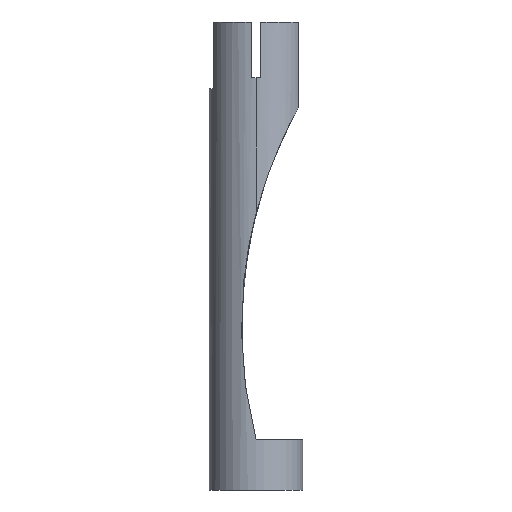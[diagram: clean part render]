
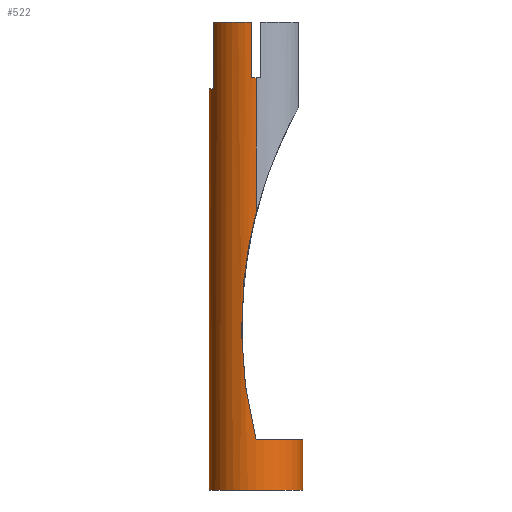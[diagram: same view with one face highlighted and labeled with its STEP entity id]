
A CAD part, left-side view. The second image highlights one B-rep face of the part: STEP entity #522.
In plain terms, the highlighted cylindrical face has radius 8.4 mm (diameter 16.8 mm), a full revolution.
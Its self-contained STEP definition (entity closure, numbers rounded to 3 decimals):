
#37=FACE_OUTER_BOUND('',#66,.T.);
#66=EDGE_LOOP('',(#354,#355,#356,#357,#358,#359,#360,#361,#362,#363,#364,
#365,#366,#367,#368,#369,#370,#371,#372,#373));
#96=B_SPLINE_CURVE_WITH_KNOTS('',3,(#802,#803,#804,#805,#806,#807,#808,
#809,#810,#811,#812,#813,#814,#815,#816,#817,#818,#819,#820,#821,#822,#823,
#824,#825,#826,#827),.UNSPECIFIED.,.F.,.F.,(4,2,2,2,2,2,2,2,2,2,2,2,4),
(9.098,9.242,9.422,9.602,10.022,
10.443,11.101,11.759,12.417,13.076,
13.734,14.392,15.002),.UNSPECIFIED.);
#97=B_SPLINE_CURVE_WITH_KNOTS('',3,(#831,#832,#833,#834),.UNSPECIFIED.,
 .F.,.F.,(4,4),(2.432,2.432),.UNSPECIFIED.);
#98=B_SPLINE_CURVE_WITH_KNOTS('',3,(#838,#839,#840,#841,#842,#843,#844,
#845,#846,#847,#848,#849,#850,#851),.UNSPECIFIED.,.F.,.F.,(4,2,2,2,2,2,
4),(2.432,3.042,3.7,4.359,
5.017,5.675,6.285),.UNSPECIFIED.);
#106=CIRCLE('',#566,8.4);
#107=CIRCLE('',#567,8.4);
#108=CIRCLE('',#568,8.4);
#109=CIRCLE('',#569,8.4);
#110=CIRCLE('',#570,8.4);
#111=CIRCLE('',#571,8.4);
#112=CIRCLE('',#572,8.4);
#113=CIRCLE('',#573,8.4);
#130=LINE('',#776,#176);
#131=LINE('',#780,#177);
#132=LINE('',#784,#178);
#133=LINE('',#788,#179);
#134=LINE('',#792,#180);
#135=LINE('',#796,#181);
#136=LINE('',#800,#182);
#137=LINE('',#836,#183);
#176=VECTOR('',#622,8.4);
#177=VECTOR('',#625,10.);
#178=VECTOR('',#628,10.);
#179=VECTOR('',#631,10.);
#180=VECTOR('',#634,10.);
#181=VECTOR('',#637,10.);
#182=VECTOR('',#640,10.);
#183=VECTOR('',#643,8.4);
#222=VERTEX_POINT('',#774);
#223=VERTEX_POINT('',#775);
#224=VERTEX_POINT('',#777);
#225=VERTEX_POINT('',#779);
#226=VERTEX_POINT('',#781);
#227=VERTEX_POINT('',#783);
#228=VERTEX_POINT('',#785);
#229=VERTEX_POINT('',#787);
#230=VERTEX_POINT('',#789);
#231=VERTEX_POINT('',#791);
#232=VERTEX_POINT('',#793);
#233=VERTEX_POINT('',#795);
#234=VERTEX_POINT('',#797);
#235=VERTEX_POINT('',#799);
#236=VERTEX_POINT('',#801);
#237=VERTEX_POINT('',#828);
#238=VERTEX_POINT('',#830);
#239=VERTEX_POINT('',#835);
#274=EDGE_CURVE('',#222,#223,#130,.T.);
#275=EDGE_CURVE('',#224,#222,#106,.T.);
#276=EDGE_CURVE('',#224,#225,#131,.T.);
#277=EDGE_CURVE('',#226,#225,#107,.T.);
#278=EDGE_CURVE('',#227,#226,#132,.T.);
#279=EDGE_CURVE('',#228,#227,#108,.T.);
#280=EDGE_CURVE('',#228,#229,#133,.T.);
#281=EDGE_CURVE('',#230,#229,#109,.T.);
#282=EDGE_CURVE('',#231,#230,#134,.T.);
#283=EDGE_CURVE('',#232,#231,#110,.T.);
#284=EDGE_CURVE('',#232,#233,#135,.T.);
#285=EDGE_CURVE('',#234,#233,#111,.T.);
#286=EDGE_CURVE('',#234,#235,#136,.T.);
#287=EDGE_CURVE('',#235,#236,#96,.T.);
#288=EDGE_CURVE('',#236,#237,#112,.T.);
#289=EDGE_CURVE('',#237,#238,#97,.T.);
#290=EDGE_CURVE('',#238,#239,#137,.T.);
#291=EDGE_CURVE('',#239,#239,#113,.T.);
#292=EDGE_CURVE('',#238,#223,#98,.T.);
#354=ORIENTED_EDGE('',*,*,#274,.F.);
#355=ORIENTED_EDGE('',*,*,#275,.F.);
#356=ORIENTED_EDGE('',*,*,#276,.T.);
#357=ORIENTED_EDGE('',*,*,#277,.F.);
#358=ORIENTED_EDGE('',*,*,#278,.F.);
#359=ORIENTED_EDGE('',*,*,#279,.F.);
#360=ORIENTED_EDGE('',*,*,#280,.T.);
#361=ORIENTED_EDGE('',*,*,#281,.F.);
#362=ORIENTED_EDGE('',*,*,#282,.F.);
#363=ORIENTED_EDGE('',*,*,#283,.F.);
#364=ORIENTED_EDGE('',*,*,#284,.T.);
#365=ORIENTED_EDGE('',*,*,#285,.F.);
#366=ORIENTED_EDGE('',*,*,#286,.T.);
#367=ORIENTED_EDGE('',*,*,#287,.T.);
#368=ORIENTED_EDGE('',*,*,#288,.T.);
#369=ORIENTED_EDGE('',*,*,#289,.T.);
#370=ORIENTED_EDGE('',*,*,#290,.T.);
#371=ORIENTED_EDGE('',*,*,#291,.T.);
#372=ORIENTED_EDGE('',*,*,#290,.F.);
#373=ORIENTED_EDGE('',*,*,#292,.T.);
#514=CYLINDRICAL_SURFACE('',#565,8.4);
#522=ADVANCED_FACE('',(#37),#514,.T.);
#565=AXIS2_PLACEMENT_3D('',#773,#620,#621);
#566=AXIS2_PLACEMENT_3D('',#778,#623,#624);
#567=AXIS2_PLACEMENT_3D('',#782,#626,#627);
#568=AXIS2_PLACEMENT_3D('',#786,#629,#630);
#569=AXIS2_PLACEMENT_3D('',#790,#632,#633);
#570=AXIS2_PLACEMENT_3D('',#794,#635,#636);
#571=AXIS2_PLACEMENT_3D('',#798,#638,#639);
#572=AXIS2_PLACEMENT_3D('',#829,#641,#642);
#573=AXIS2_PLACEMENT_3D('',#837,#644,#645);
#620=DIRECTION('center_axis',(0.,0.,1.));
#621=DIRECTION('ref_axis',(1.,0.,0.));
#622=DIRECTION('',(0.,0.,-1.));
#623=DIRECTION('center_axis',(0.,0.,1.));
#624=DIRECTION('ref_axis',(-1.,0.,0.));
#625=DIRECTION('',(0.,0.,1.));
#626=DIRECTION('center_axis',(0.,0.,1.));
#627=DIRECTION('ref_axis',(-1.,0.,0.));
#628=DIRECTION('',(0.,0.,1.));
#629=DIRECTION('center_axis',(0.,0.,1.));
#630=DIRECTION('ref_axis',(1.,0.,0.));
#631=DIRECTION('',(0.,0.,1.));
#632=DIRECTION('center_axis',(0.,0.,1.));
#633=DIRECTION('ref_axis',(-1.,0.,0.));
#634=DIRECTION('',(0.,0.,1.));
#635=DIRECTION('center_axis',(0.,0.,1.));
#636=DIRECTION('ref_axis',(-1.,0.,0.));
#637=DIRECTION('',(0.,0.,1.));
#638=DIRECTION('center_axis',(0.,0.,1.));
#639=DIRECTION('ref_axis',(-1.,0.,0.));
#640=DIRECTION('',(0.,0.,-1.));
#641=DIRECTION('center_axis',(0.,-0.001,-1.));
#642=DIRECTION('ref_axis',(0.,1.,-0.001));
#643=DIRECTION('',(0.,0.,-1.));
#644=DIRECTION('center_axis',(0.,0.,1.));
#645=DIRECTION('ref_axis',(1.,0.,0.));
#773=CARTESIAN_POINT('Origin',(0.,0.,0.));
#774=CARTESIAN_POINT('',(-8.4,0.,74.));
#775=CARTESIAN_POINT('',(-8.4,0.,49.669));
#776=CARTESIAN_POINT('',(-8.4,0.,0.));
#777=CARTESIAN_POINT('',(-8.366,0.75,74.));
#778=CARTESIAN_POINT('Origin',(0.,0.,74.));
#779=CARTESIAN_POINT('',(-8.366,0.75,84.));
#780=CARTESIAN_POINT('',(-8.366,0.75,72.));
#781=CARTESIAN_POINT('',(-3.5,7.636,84.));
#782=CARTESIAN_POINT('Origin',(0.,0.,84.));
#783=CARTESIAN_POINT('',(-3.5,7.636,72.));
#784=CARTESIAN_POINT('',(-3.5,7.636,72.));
#785=CARTESIAN_POINT('',(3.5,7.636,72.));
#786=CARTESIAN_POINT('Origin',(0.,0.,72.));
#787=CARTESIAN_POINT('',(3.5,7.636,84.));
#788=CARTESIAN_POINT('',(3.5,7.636,72.));
#789=CARTESIAN_POINT('',(8.366,0.75,84.));
#790=CARTESIAN_POINT('Origin',(0.,0.,84.));
#791=CARTESIAN_POINT('',(8.366,0.75,74.));
#792=CARTESIAN_POINT('',(8.366,0.75,72.));
#793=CARTESIAN_POINT('',(8.366,-0.75,74.));
#794=CARTESIAN_POINT('Origin',(0.,0.,74.));
#795=CARTESIAN_POINT('',(8.366,-0.75,84.));
#796=CARTESIAN_POINT('',(8.366,-0.75,72.));
#797=CARTESIAN_POINT('',(3.5,-7.636,84.));
#798=CARTESIAN_POINT('Origin',(0.,0.,84.));
#799=CARTESIAN_POINT('',(3.5,-7.636,68.654));
#800=CARTESIAN_POINT('',(3.5,-7.636,0.));
#801=CARTESIAN_POINT('',(8.4,-0.001,8.996));
#802=CARTESIAN_POINT('Ctrl Pts',(3.5,-7.636,68.654));
#803=CARTESIAN_POINT('Ctrl Pts',(3.868,-7.468,68.352));
#804=CARTESIAN_POINT('Ctrl Pts',(4.198,-7.284,68.019));
#805=CARTESIAN_POINT('Ctrl Pts',(4.848,-6.873,67.26));
#806=CARTESIAN_POINT('Ctrl Pts',(5.197,-6.612,66.767));
#807=CARTESIAN_POINT('Ctrl Pts',(5.811,-6.079,65.733));
#808=CARTESIAN_POINT('Ctrl Pts',(6.077,-5.808,65.193));
#809=CARTESIAN_POINT('Ctrl Pts',(6.801,-4.99,63.517));
#810=CARTESIAN_POINT('Ctrl Pts',(7.203,-4.371,62.172));
#811=CARTESIAN_POINT('Ctrl Pts',(7.795,-3.198,59.404));
#812=CARTESIAN_POINT('Ctrl Pts',(7.988,-2.643,57.981));
#813=CARTESIAN_POINT('Ctrl Pts',(8.313,-1.428,54.613));
#814=CARTESIAN_POINT('Ctrl Pts',(8.389,-0.737,52.43));
#815=CARTESIAN_POINT('Ctrl Pts',(8.408,0.472,47.912));
#816=CARTESIAN_POINT('Ctrl Pts',(8.352,0.99,45.578));
#817=CARTESIAN_POINT('Ctrl Pts',(8.212,1.814,40.869));
#818=CARTESIAN_POINT('Ctrl Pts',(8.131,2.12,38.495));
#819=CARTESIAN_POINT('Ctrl Pts',(8.017,2.517,33.825));
#820=CARTESIAN_POINT('Ctrl Pts',(7.985,2.608,31.529));
#821=CARTESIAN_POINT('Ctrl Pts',(7.985,2.608,27.14));
#822=CARTESIAN_POINT('Ctrl Pts',(8.017,2.517,24.845));
#823=CARTESIAN_POINT('Ctrl Pts',(8.131,2.12,20.174));
#824=CARTESIAN_POINT('Ctrl Pts',(8.212,1.814,17.8));
#825=CARTESIAN_POINT('Ctrl Pts',(8.347,1.02,13.264));
#826=CARTESIAN_POINT('Ctrl Pts',(8.4,0.548,11.1));
#827=CARTESIAN_POINT('Ctrl Pts',(8.4,-0.001,
8.996));
#828=CARTESIAN_POINT('',(-8.4,-0.001,8.996));
#829=CARTESIAN_POINT('Origin',(0.,0.,8.996));
#830=CARTESIAN_POINT('',(-8.4,0.,9.));
#831=CARTESIAN_POINT('Ctrl Pts',(-8.4,-0.001,
8.996));
#832=CARTESIAN_POINT('Ctrl Pts',(-8.4,-0.001,
8.998));
#833=CARTESIAN_POINT('Ctrl Pts',(-8.4,0.,8.999));
#834=CARTESIAN_POINT('Ctrl Pts',(-8.4,0.,9.));
#835=CARTESIAN_POINT('',(-8.4,0.,0.));
#836=CARTESIAN_POINT('',(-8.4,0.,0.));
#837=CARTESIAN_POINT('Origin',(0.,0.,0.));
#838=CARTESIAN_POINT('Ctrl Pts',(-8.4,0.,9.));
#839=CARTESIAN_POINT('Ctrl Pts',(-8.4,0.548,11.102));
#840=CARTESIAN_POINT('Ctrl Pts',(-8.347,1.02,13.265));
#841=CARTESIAN_POINT('Ctrl Pts',(-8.212,1.814,17.8));
#842=CARTESIAN_POINT('Ctrl Pts',(-8.131,2.12,20.174));
#843=CARTESIAN_POINT('Ctrl Pts',(-8.017,2.517,24.845));
#844=CARTESIAN_POINT('Ctrl Pts',(-7.985,2.608,27.14));
#845=CARTESIAN_POINT('Ctrl Pts',(-7.985,2.608,31.529));
#846=CARTESIAN_POINT('Ctrl Pts',(-8.017,2.517,33.825));
#847=CARTESIAN_POINT('Ctrl Pts',(-8.131,2.12,38.495));
#848=CARTESIAN_POINT('Ctrl Pts',(-8.212,1.814,40.869));
#849=CARTESIAN_POINT('Ctrl Pts',(-8.347,1.02,45.404));
#850=CARTESIAN_POINT('Ctrl Pts',(-8.4,0.548,47.567));
#851=CARTESIAN_POINT('Ctrl Pts',(-8.4,0.,49.669));
